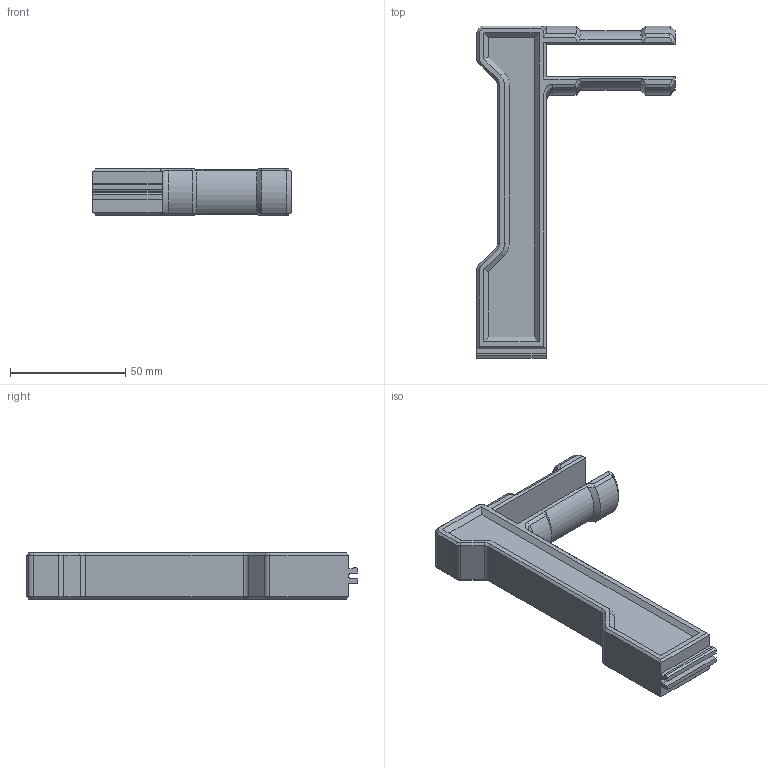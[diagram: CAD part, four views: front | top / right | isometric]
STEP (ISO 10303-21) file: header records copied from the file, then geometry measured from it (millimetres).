
FILE_DESCRIPTION(/* description */ (''),/* implementation_level */ '2;1');
FILE_NAME(/* name */ 'No Hardware Spool Holder.step',/* time_stamp */ '2024-06-14T12:19:28-07:00',/* author */ (''),/* organization */ (''),/* preprocessor_version */ 'ST-DEVELOPER v20',/* originating_system */ 'Autodesk Translation Framework v13.14.0.145',/* authorisation */ '');
FILE_SCHEMA (('AUTOMOTIVE_DESIGN { 1 0 10303 214 3 1 1 }'));
Length unit declared in the file: millimetre
Products named in the file (1): No Hardware Spool Holder
Bounding box: 86 x 144 x 20 mm (x, y, z)
Volume: 77897.9 mm3; surface area: 19383.5 mm2
Topology: 1 solids, 1 shells, 158 faces, 422 edges, 265 vertices
Faces by surface type: plane 83, bspline 38, cone 22, cylinder 14, torus 1
Entity records: 5736 total; most frequent: CARTESIAN_POINT 2167, ORIENTED_EDGE 840, DIRECTION 566, EDGE_CURVE 420, VERTEX_POINT 265, LINE 216, VECTOR 216, AXIS2_PLACEMENT_3D 175
